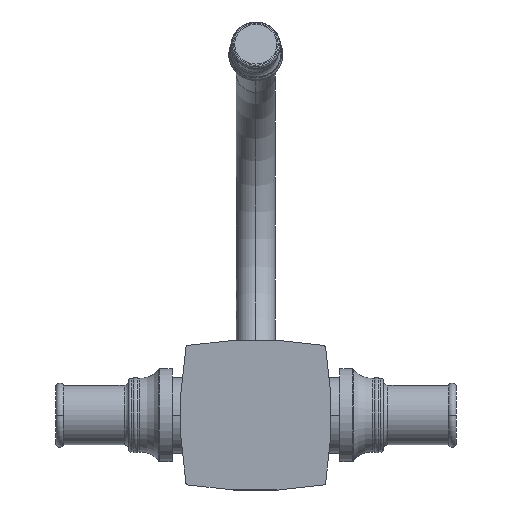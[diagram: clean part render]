
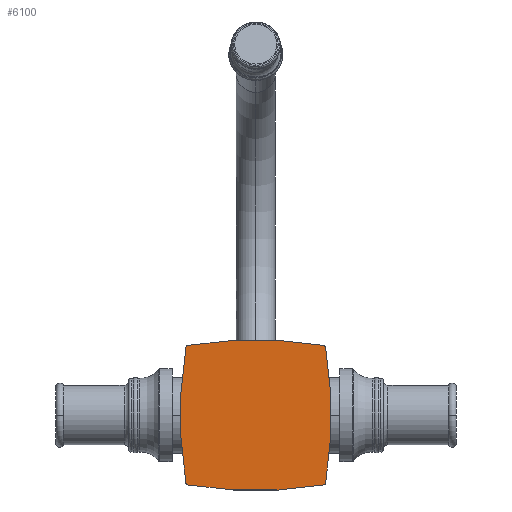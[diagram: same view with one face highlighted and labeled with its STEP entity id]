
A CAD part, front view. The second image highlights one B-rep face of the part: STEP entity #6100.
In plain terms, the highlighted planar face has unit normal (0, -1, 0).
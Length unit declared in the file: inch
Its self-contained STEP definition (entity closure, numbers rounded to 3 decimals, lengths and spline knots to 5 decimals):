
#2=CARTESIAN_POINT('',(0.86314,-0.0335,0.86314));
#3=DIRECTION('',(0.,-1.,0.));
#4=DIRECTION('',(0.986,0.,0.165));
#5=AXIS2_PLACEMENT_3D('',#2,#3,#4);
#7=CARTESIAN_POINT('',(-4.285,-0.0335,0.));
#8=DIRECTION('',(0.,1.,0.));
#9=DIRECTION('',(0.986,0.,0.165));
#10=AXIS2_PLACEMENT_3D('',#7,#8,#9);
#12=CARTESIAN_POINT('',(0.86314,-0.0335,-0.86314));
#13=DIRECTION('',(0.,-1.,0.));
#14=DIRECTION('',(0.165,0.,-0.986));
#15=AXIS2_PLACEMENT_3D('',#12,#13,#14);
#17=CARTESIAN_POINT('',(0.,-0.0335,4.285));
#18=DIRECTION('',(0.,1.,0.));
#19=DIRECTION('',(0.165,0.,-0.986));
#20=AXIS2_PLACEMENT_3D('',#17,#18,#19);
#22=CARTESIAN_POINT('',(-0.86314,-0.0335,-0.86314));
#23=DIRECTION('',(0.,-1.,0.));
#24=DIRECTION('',(-0.986,0.,-0.165));
#25=AXIS2_PLACEMENT_3D('',#22,#23,#24);
#27=CARTESIAN_POINT('',(4.285,-0.0335,0.));
#28=DIRECTION('',(0.,1.,0.));
#29=DIRECTION('',(-0.986,0.,-0.165));
#30=AXIS2_PLACEMENT_3D('',#27,#28,#29);
#32=CARTESIAN_POINT('',(-0.86314,-0.0335,0.86314));
#33=DIRECTION('',(0.,-1.,0.));
#34=DIRECTION('',(-0.165,0.,0.986));
#35=AXIS2_PLACEMENT_3D('',#32,#33,#34);
#37=CARTESIAN_POINT('',(0.,-0.0335,-4.285));
#38=DIRECTION('',(0.,1.,0.));
#39=DIRECTION('',(-0.165,0.,0.986));
#40=AXIS2_PLACEMENT_3D('',#37,#38,#39);
#5377=CARTESIAN_POINT('',(0.89273,-0.0335,0.8681));
#5378=CARTESIAN_POINT('',(0.8681,-0.0335,0.89273));
#5379=VERTEX_POINT('',#5377);
#5380=VERTEX_POINT('',#5378);
#5381=CARTESIAN_POINT('',(0.8681,-0.0335,-0.89273));
#5382=CARTESIAN_POINT('',(0.89273,-0.0335,-0.8681));
#5383=VERTEX_POINT('',#5381);
#5384=VERTEX_POINT('',#5382);
#5385=CARTESIAN_POINT('',(-0.89273,-0.0335,-0.8681));
#5386=CARTESIAN_POINT('',(-0.8681,-0.0335,-0.89273));
#5387=VERTEX_POINT('',#5385);
#5388=VERTEX_POINT('',#5386);
#5389=CARTESIAN_POINT('',(-0.8681,-0.0335,0.89273));
#5390=CARTESIAN_POINT('',(-0.89273,-0.0335,0.8681));
#5391=VERTEX_POINT('',#5389);
#5392=VERTEX_POINT('',#5390);
#6077=CARTESIAN_POINT('',(0.,-0.0335,0.));
#6078=DIRECTION('',(0.,1.,0.));
#6079=DIRECTION('',(0.,0.,1.));
#6080=AXIS2_PLACEMENT_3D('',#6077,#6078,#6079);
#6081=PLANE('',#6080);
#6083=ORIENTED_EDGE('',*,*,#6082,.F.);
#6085=ORIENTED_EDGE('',*,*,#6084,.T.);
#6087=ORIENTED_EDGE('',*,*,#6086,.F.);
#6089=ORIENTED_EDGE('',*,*,#6088,.T.);
#6091=ORIENTED_EDGE('',*,*,#6090,.F.);
#6093=ORIENTED_EDGE('',*,*,#6092,.T.);
#6095=ORIENTED_EDGE('',*,*,#6094,.F.);
#6097=ORIENTED_EDGE('',*,*,#6096,.T.);
#6098=EDGE_LOOP('',(#6083,#6085,#6087,#6089,#6091,#6093,#6095,#6097));
#6099=FACE_OUTER_BOUND('',#6098,.F.);
#6100=ADVANCED_FACE('',(#6099),#6081,.F.);
#6=CIRCLE('',#5,0.03);
#11=CIRCLE('',#10,5.25);
#16=CIRCLE('',#15,0.03);
#21=CIRCLE('',#20,5.25);
#26=CIRCLE('',#25,0.03);
#31=CIRCLE('',#30,5.25);
#36=CIRCLE('',#35,0.03);
#41=CIRCLE('',#40,5.25);
#6082=EDGE_CURVE('',#5379,#5380,#6,.T.);
#6084=EDGE_CURVE('',#5379,#5384,#11,.T.);
#6086=EDGE_CURVE('',#5383,#5384,#16,.T.);
#6088=EDGE_CURVE('',#5383,#5388,#21,.T.);
#6090=EDGE_CURVE('',#5387,#5388,#26,.T.);
#6092=EDGE_CURVE('',#5387,#5392,#31,.T.);
#6094=EDGE_CURVE('',#5391,#5392,#36,.T.);
#6096=EDGE_CURVE('',#5391,#5380,#41,.T.);
